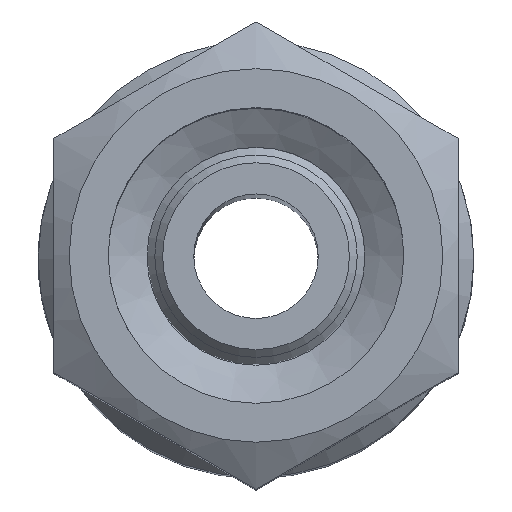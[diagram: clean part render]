
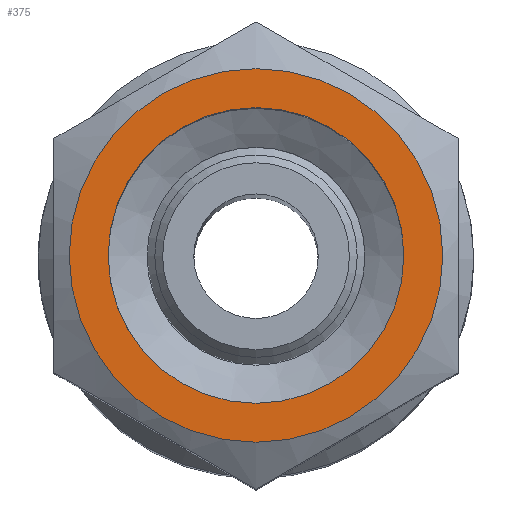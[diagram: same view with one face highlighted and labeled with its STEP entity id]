
A CAD part, top view. The second image highlights one B-rep face of the part: STEP entity #375.
In plain terms, the highlighted planar face has unit normal (0, 0, 1).
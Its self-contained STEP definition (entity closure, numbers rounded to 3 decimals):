
#375=ADVANCED_FACE('',(#729,#730),#731,.F.);
#729=FACE_BOUND('',#1051,.T.);
#730=FACE_OUTER_BOUND('',#1052,.T.);
#731=PLANE('',#1053);
#1051=EDGE_LOOP('',(#1649));
#1052=EDGE_LOOP('',(#1650));
#1053=AXIS2_PLACEMENT_3D('',#1651,#1652,#1653);
#1649=ORIENTED_EDGE('',*,*,#1926,.T.);
#1650=ORIENTED_EDGE('',*,*,#1903,.T.);
#1651=CARTESIAN_POINT('',(0.0,0.0,20.0));
#1652=DIRECTION('',(0.0,0.0,-1.0));
#1653=DIRECTION('',(-1.0,0.0,0.0));
#1903=EDGE_CURVE('',#2228,#2228,#2229,.F.);
#1926=EDGE_CURVE('',#2262,#2262,#2263,.T.);
#2228=VERTEX_POINT('',#2797);
#2229=CIRCLE('',#2798,6.0);
#2262=VERTEX_POINT('',#2912);
#2263=CIRCLE('',#2913,4.75);
#2797=CARTESIAN_POINT('',(-6.0,0.,20.0));
#2798=AXIS2_PLACEMENT_3D('',#3182,#3183,#3184);
#2912=CARTESIAN_POINT('',(-4.75,0.0,20.0));
#2913=AXIS2_PLACEMENT_3D('',#3199,#3200,#3201);
#3182=CARTESIAN_POINT('',(0.0,0.0,20.0));
#3183=DIRECTION('',(0.0,0.0,-1.0));
#3184=DIRECTION('',(-1.0,0.0,0.0));
#3199=CARTESIAN_POINT('',(0.0,0.0,20.0));
#3200=DIRECTION('',(0.0,0.0,-1.0));
#3201=DIRECTION('',(-1.0,0.0,0.0));
